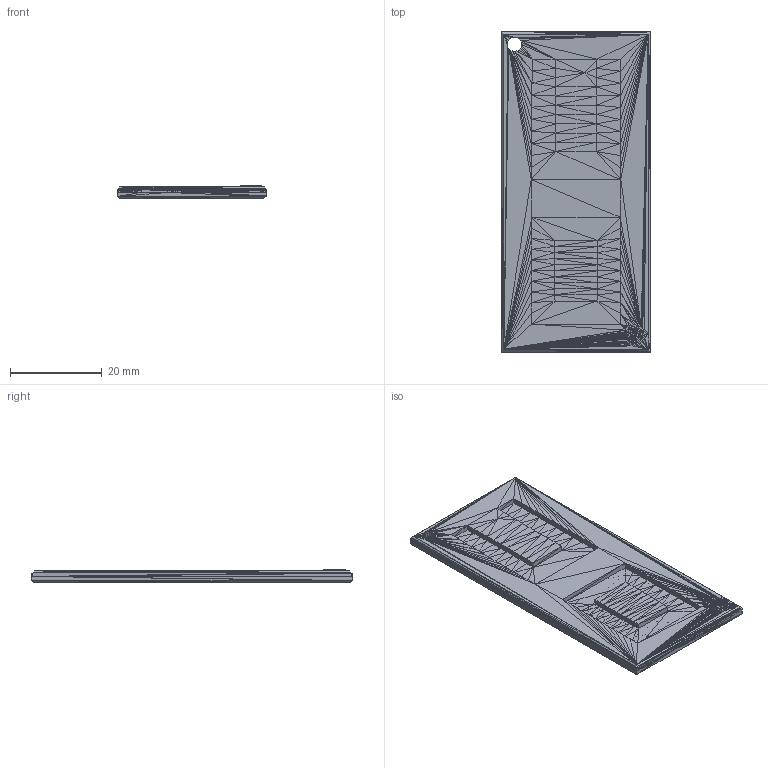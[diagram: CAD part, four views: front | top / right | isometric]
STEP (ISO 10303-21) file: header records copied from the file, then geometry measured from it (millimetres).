
FILE_DESCRIPTION((''),'2;1');
FILE_NAME('nfc keycahin', '2025-02-01T08:56:40', (''), (''), 'ImageToStl.com STEP Converter','', '');
FILE_SCHEMA(('AUTOMOTIVE_DESIGN_CC2'));
Length unit declared in the file: metre
Products named in the file (1): product0
Bounding box: 32.46 x 70 x 3 mm (x, y, z)
Surface area: 6407.1 mm2 (no closed solid volume)
Topology: 0 solids, 2532 shells, 2532 faces, 7596 edges, 1261 vertices
Faces by surface type: plane 2532
Entity records: 58254 total; most frequent: DIRECTION 12662, ORIENTED_EDGE 7596, EDGE_CURVE 7596, LINE 7596, VECTOR 7596, AXIS2_PLACEMENT_3D 2533, FACE_SURFACE 2532, PLANE 2532
